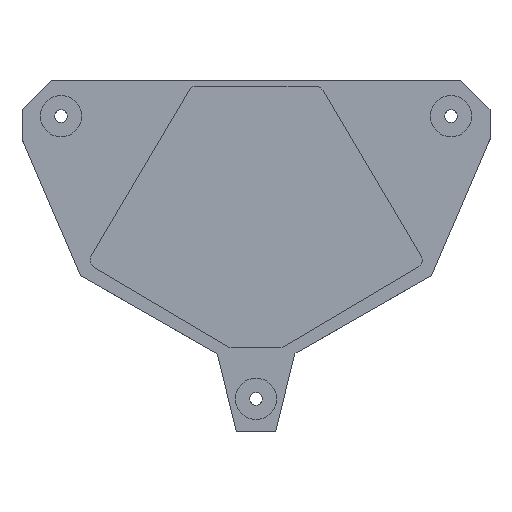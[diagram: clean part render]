
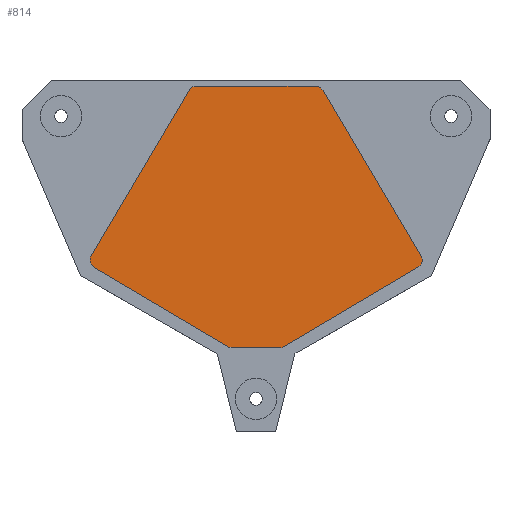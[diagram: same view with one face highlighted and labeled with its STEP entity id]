
A CAD part, top view. The second image highlights one B-rep face of the part: STEP entity #814.
In plain terms, the highlighted planar face has unit normal (0, 0, 1).
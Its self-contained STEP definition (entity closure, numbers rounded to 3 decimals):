
#31=B_SPLINE_CURVE_WITH_KNOTS('',3,(#1377,#1378,#1379,#1380,#1381,#1382,
#1383,#1384,#1385,#1386,#1387,#1388,#1389),.UNSPECIFIED.,.F.,.F.,(4,3,3,
3,4),(-0.244,-0.086,-0.045,-0.012,
0.),.UNSPECIFIED.);
#64=CIRCLE('',#883,4.611);
#109=FACE_OUTER_BOUND('',#167,.T.);
#167=EDGE_LOOP('',(#721,#722,#723,#724,#725,#726,#727,#728,#729,#730,#731,
#732,#733,#734,#735));
#227=LINE('',#1297,#313);
#229=LINE('',#1301,#315);
#231=LINE('',#1305,#317);
#233=LINE('',#1309,#319);
#236=LINE('',#1317,#322);
#238=LINE('',#1321,#324);
#241=LINE('',#1326,#327);
#243=LINE('',#1330,#329);
#245=LINE('',#1334,#331);
#247=LINE('',#1338,#333);
#249=LINE('',#1342,#335);
#251=LINE('',#1346,#337);
#253=LINE('',#1350,#339);
#313=VECTOR('',#1056,10.);
#315=VECTOR('',#1060,10.);
#317=VECTOR('',#1064,10.);
#319=VECTOR('',#1068,10.);
#322=VECTOR('',#1077,10.);
#324=VECTOR('',#1081,10.);
#327=VECTOR('',#1086,10.);
#329=VECTOR('',#1090,10.);
#331=VECTOR('',#1094,10.);
#333=VECTOR('',#1098,10.);
#335=VECTOR('',#1102,10.);
#337=VECTOR('',#1106,10.);
#339=VECTOR('',#1110,10.);
#397=VERTEX_POINT('',#1294);
#398=VERTEX_POINT('',#1296);
#399=VERTEX_POINT('',#1300);
#400=VERTEX_POINT('',#1304);
#401=VERTEX_POINT('',#1308);
#402=VERTEX_POINT('',#1312);
#403=VERTEX_POINT('',#1316);
#404=VERTEX_POINT('',#1320);
#405=VERTEX_POINT('',#1324);
#406=VERTEX_POINT('',#1328);
#407=VERTEX_POINT('',#1332);
#408=VERTEX_POINT('',#1336);
#409=VERTEX_POINT('',#1340);
#410=VERTEX_POINT('',#1344);
#411=VERTEX_POINT('',#1348);
#491=EDGE_CURVE('',#397,#398,#227,.T.);
#493=EDGE_CURVE('',#398,#399,#229,.T.);
#495=EDGE_CURVE('',#399,#400,#231,.T.);
#497=EDGE_CURVE('',#400,#401,#233,.T.);
#499=EDGE_CURVE('',#401,#402,#64,.T.);
#501=EDGE_CURVE('',#402,#403,#236,.T.);
#503=EDGE_CURVE('',#403,#404,#238,.T.);
#506=EDGE_CURVE('',#405,#397,#241,.T.);
#508=EDGE_CURVE('',#406,#405,#243,.T.);
#510=EDGE_CURVE('',#407,#406,#245,.T.);
#512=EDGE_CURVE('',#408,#407,#247,.T.);
#514=EDGE_CURVE('',#409,#408,#249,.T.);
#516=EDGE_CURVE('',#410,#409,#251,.T.);
#518=EDGE_CURVE('',#411,#410,#253,.T.);
#519=EDGE_CURVE('',#404,#411,#31,.T.);
#721=ORIENTED_EDGE('',*,*,#497,.F.);
#722=ORIENTED_EDGE('',*,*,#495,.F.);
#723=ORIENTED_EDGE('',*,*,#493,.F.);
#724=ORIENTED_EDGE('',*,*,#491,.F.);
#725=ORIENTED_EDGE('',*,*,#506,.F.);
#726=ORIENTED_EDGE('',*,*,#508,.F.);
#727=ORIENTED_EDGE('',*,*,#510,.F.);
#728=ORIENTED_EDGE('',*,*,#512,.F.);
#729=ORIENTED_EDGE('',*,*,#514,.F.);
#730=ORIENTED_EDGE('',*,*,#516,.F.);
#731=ORIENTED_EDGE('',*,*,#518,.F.);
#732=ORIENTED_EDGE('',*,*,#519,.F.);
#733=ORIENTED_EDGE('',*,*,#503,.F.);
#734=ORIENTED_EDGE('',*,*,#501,.F.);
#735=ORIENTED_EDGE('',*,*,#499,.F.);
#769=PLANE('',#893);
#814=ADVANCED_FACE('',(#109),#769,.F.);
#883=AXIS2_PLACEMENT_3D('',#1313,#1072,#1073);
#893=AXIS2_PLACEMENT_3D('',#1390,#1111,#1112);
#1056=DIRECTION('',(-0.861,-0.508,0.));
#1060=DIRECTION('',(-1.,0.,0.));
#1064=DIRECTION('',(-0.993,0.12,0.));
#1068=DIRECTION('',(-0.861,0.509,0.));
#1072=DIRECTION('center_axis',(0.,0.,-1.));
#1073=DIRECTION('ref_axis',(-0.509,-0.861,0.));
#1077=DIRECTION('',(0.509,0.861,0.));
#1081=DIRECTION('',(0.823,0.568,0.));
#1086=DIRECTION('',(-0.663,-0.749,0.));
#1090=DIRECTION('',(-0.239,-0.971,0.));
#1094=DIRECTION('',(0.239,-0.971,0.));
#1098=DIRECTION('',(0.509,-0.861,0.));
#1102=DIRECTION('',(0.663,-0.749,0.));
#1106=DIRECTION('',(0.935,-0.355,0.));
#1110=DIRECTION('',(1.,0.,0.));
#1111=DIRECTION('center_axis',(0.,0.,-1.));
#1112=DIRECTION('ref_axis',(1.,0.,0.));
#1294=CARTESIAN_POINT('',(83.556,-27.264,22.));
#1296=CARTESIAN_POINT('',(13.339,-68.663,22.));
#1297=CARTESIAN_POINT('',(35.49,-55.603,22.));
#1300=CARTESIAN_POINT('',(-12.082,-68.663,22.));
#1301=CARTESIAN_POINT('',(-1.896,-68.663,22.));
#1304=CARTESIAN_POINT('',(-13.983,-68.432,22.));
#1305=CARTESIAN_POINT('',(-12.443,-68.619,22.));
#1308=CARTESIAN_POINT('',(-82.834,-27.695,22.));
#1309=CARTESIAN_POINT('',(-41.312,-52.262,22.));
#1312=CARTESIAN_POINT('',(-84.454,-21.378,22.));
#1313=CARTESIAN_POINT('Origin',(-80.485,-23.726,22.));
#1316=CARTESIAN_POINT('',(-33.997,63.901,22.));
#1317=CARTESIAN_POINT('',(-58.003,23.328,22.));
#1320=CARTESIAN_POINT('',(-32.422,64.988,22.));
#1321=CARTESIAN_POINT('',(-39.801,59.895,22.));
#1324=CARTESIAN_POINT('',(84.841,-25.813,22.));
#1326=CARTESIAN_POINT('',(69.781,-42.812,22.));
#1328=CARTESIAN_POINT('',(85.299,-23.954,22.));
#1330=CARTESIAN_POINT('',(84.735,-26.242,22.));
#1332=CARTESIAN_POINT('',(84.841,-22.096,22.));
#1334=CARTESIAN_POINT('',(80.507,-4.512,22.));
#1336=CARTESIAN_POINT('',(34.428,63.108,22.));
#1338=CARTESIAN_POINT('',(50.507,35.933,22.));
#1340=CARTESIAN_POINT('',(33.159,64.541,22.));
#1342=CARTESIAN_POINT('',(42.706,53.764,22.));
#1344=CARTESIAN_POINT('',(31.369,65.22,22.));
#1346=CARTESIAN_POINT('',(28.027,66.487,22.));
#1348=CARTESIAN_POINT('',(-30.521,65.22,22.));
#1350=CARTESIAN_POINT('',(-1.896,65.22,22.));
#1377=CARTESIAN_POINT('Ctrl Pts',(-32.422,64.988,22.));
#1378=CARTESIAN_POINT('Ctrl Pts',(-32.163,65.022,22.));
#1379=CARTESIAN_POINT('Ctrl Pts',(-31.744,65.073,22.));
#1380=CARTESIAN_POINT('Ctrl Pts',(-31.486,65.102,22.));
#1381=CARTESIAN_POINT('Ctrl Pts',(-31.421,65.11,22.));
#1382=CARTESIAN_POINT('Ctrl Pts',(-31.283,65.124,22.));
#1383=CARTESIAN_POINT('Ctrl Pts',(-31.104,65.147,22.));
#1384=CARTESIAN_POINT('Ctrl Pts',(-30.957,65.167,22.));
#1385=CARTESIAN_POINT('Ctrl Pts',(-30.793,65.196,22.));
#1386=CARTESIAN_POINT('Ctrl Pts',(-30.657,65.211,22.));
#1387=CARTESIAN_POINT('Ctrl Pts',(-30.607,65.216,22.));
#1388=CARTESIAN_POINT('Ctrl Pts',(-30.561,65.219,22.));
#1389=CARTESIAN_POINT('Ctrl Pts',(-30.521,65.22,22.));
#1390=CARTESIAN_POINT('Origin',(-4.216,-5.757,22.));
